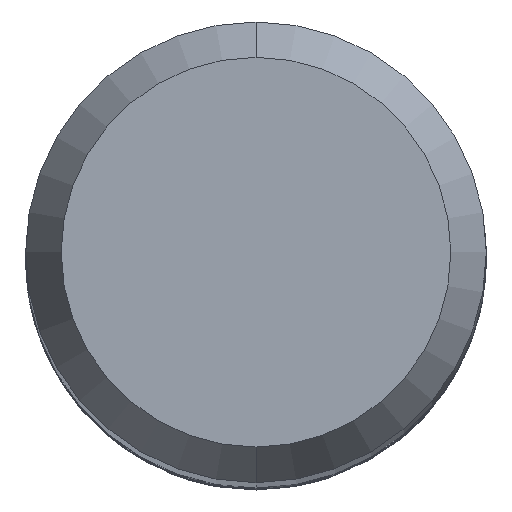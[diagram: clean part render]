
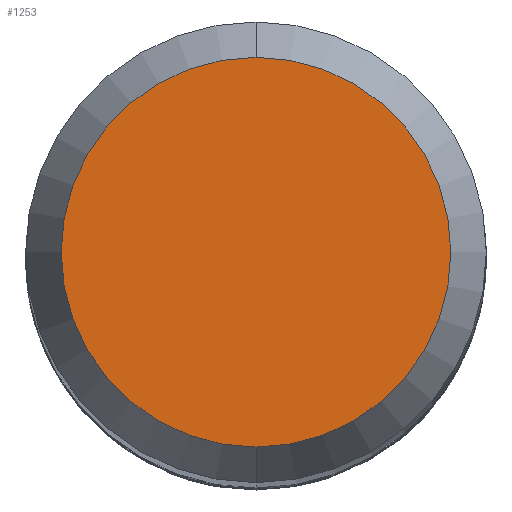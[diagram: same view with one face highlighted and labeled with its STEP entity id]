
A CAD part, top view. The second image highlights one B-rep face of the part: STEP entity #1253.
In plain terms, the highlighted planar face has unit normal (0, 0, 1).
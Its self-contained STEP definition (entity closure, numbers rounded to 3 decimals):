
#1253=ADVANCED_FACE('',(#3423),#3424,.T.);
#1345=EDGE_CURVE('',#2791,#2591,#3525,.T.);
#2277=EDGE_CURVE('',#2591,#2791,#4543,.T.);
#2591=VERTEX_POINT('',#4882);
#2791=VERTEX_POINT('',#5097);
#3423=FACE_OUTER_BOUND('',#7138,.T.);
#3424=PLANE('',#7139);
#3525=CIRCLE('',#7827,2.538);
#4543=CIRCLE('',#15627,2.538);
#4882=CARTESIAN_POINT('',(0.,-2.538,0.0));
#5097=CARTESIAN_POINT('',(0.0,2.538,0.0));
#7138=EDGE_LOOP('',(#23923,#23924));
#7139=AXIS2_PLACEMENT_3D('',#23925,#23926,#23927);
#7827=AXIS2_PLACEMENT_3D('',#24058,#24059,#24060);
#15627=AXIS2_PLACEMENT_3D('',#25228,#25229,#25230);
#23923=ORIENTED_EDGE('',*,*,#1345,.F.);
#23924=ORIENTED_EDGE('',*,*,#2277,.F.);
#23925=CARTESIAN_POINT('',(0.0,1.269,0.0));
#23926=DIRECTION('',(-0.0,0.0,1.0));
#23927=DIRECTION('',(0.0,-1.0,0.0));
#24058=CARTESIAN_POINT('',(0.0,0.0,0.0));
#24059=DIRECTION('',(0.0,0.0,-1.0));
#24060=DIRECTION('',(0.0,1.0,0.0));
#25228=CARTESIAN_POINT('',(0.0,0.0,0.0));
#25229=DIRECTION('',(0.0,0.0,-1.0));
#25230=DIRECTION('',(0.0,1.0,0.0));
